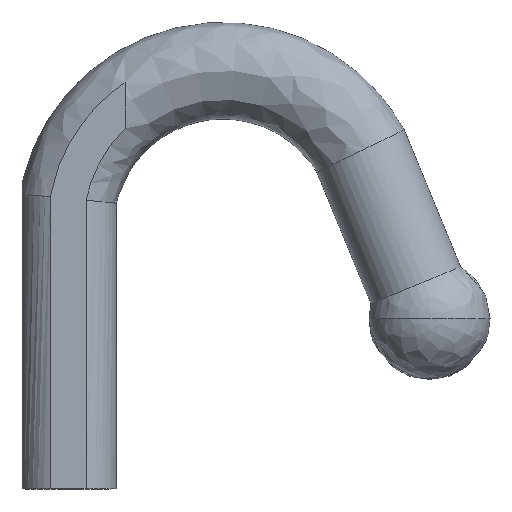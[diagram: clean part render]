
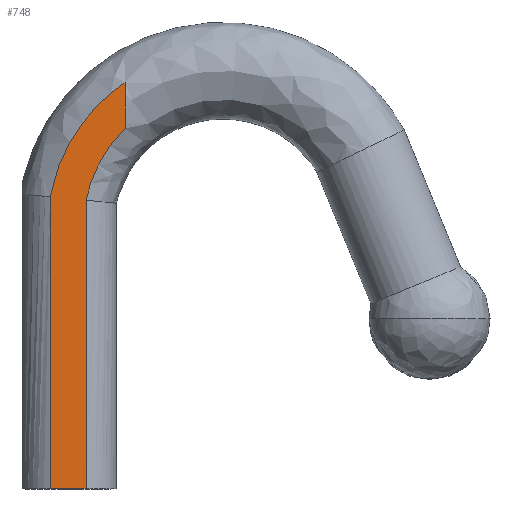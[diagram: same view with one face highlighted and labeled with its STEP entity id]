
A CAD part, top view. The second image highlights one B-rep face of the part: STEP entity #748.
In plain terms, the highlighted free-form (B-spline) face has degree [1, 1] with [2, 2] control points.
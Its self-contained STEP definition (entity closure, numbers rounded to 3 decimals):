
#1 = CARTESIAN_POINT ( 'NONE',  ( -3.147, 0.47, 4.644 ) ) ;
#10 = FACE_OUTER_BOUND ( 'NONE', #699, .T. ) ;
#55 = CARTESIAN_POINT ( 'NONE',  ( -3.147, 30.292, 4.644 ) ) ;
#56 = CARTESIAN_POINT ( 'NONE',  ( -3.147, 30.292, 4.644 ) ) ;
#103 = CARTESIAN_POINT ( 'NONE',  ( -6.014, 34.02, 4.644 ) ) ;
#106 = CARTESIAN_POINT ( 'NONE',  ( 0.881, 37.686, 4.644 ) ) ;
#129 = VERTEX_POINT ( 'NONE', #131 ) ;
#131 = CARTESIAN_POINT ( 'NONE',  ( 0.881, 37.686, 4.644 ) ) ;
#143 = VERTEX_POINT ( 'NONE', #209 ) ;
#154 = EDGE_CURVE ( 'NONE', #129, #552, #194, .T. ) ;
#156 = ORIENTED_EDGE ( 'NONE', *, *, #737, .T. ) ;
#192 = CARTESIAN_POINT ( 'NONE',  ( -2.455, 39.763, 4.644 ) ) ;
#194 =( BOUNDED_CURVE ( )  B_SPLINE_CURVE ( 3, ( #1011, #845, #295, #768, #762, #219, #55 ),
 .UNSPECIFIED., .F., .T. ) 
 B_SPLINE_CURVE_WITH_KNOTS ( ( 4, 1, 1, 1, 4 ),
 ( 0., 0.023, 0.105, 0.18, 0.247 ),
 .UNSPECIFIED. ) 
 CURVE ( )  GEOMETRIC_REPRESENTATION_ITEM ( )  RATIONAL_B_SPLINE_CURVE ( ( 0.518, 0.518, 0.518, 0.518, 0.518, 0.518, 0.518 ) ) 
 REPRESENTATION_ITEM ( '' )  );
#209 = CARTESIAN_POINT ( 'NONE',  ( -6.853, 0.47, 4.644 ) ) ;
#219 = CARTESIAN_POINT ( 'NONE',  ( -3.03, 30.9, 4.644 ) ) ;
#248 = CARTESIAN_POINT ( 'NONE',  ( -6.853, 0.47, 4.644 ) ) ;
#255 = CARTESIAN_POINT ( 'NONE',  ( -6.853, 0.47, 4.644 ) ) ;
#295 = CARTESIAN_POINT ( 'NONE',  ( -0.167, 36.607, 4.644 ) ) ;
#299 = B_SPLINE_CURVE_WITH_KNOTS ( 'NONE', 1,
 ( #581, #899 ),
 .UNSPECIFIED., .F., .F.,
 ( 2, 2 ),
 ( 0., 1. ),
 .UNSPECIFIED. ) ;
#318 = CARTESIAN_POINT ( 'NONE',  ( -6.853, 42.696, 4.644 ) ) ;
#319 = EDGE_CURVE ( 'NONE', #143, #558, #986, .T. ) ;
#331 = B_SPLINE_SURFACE_WITH_KNOTS ( 'NONE', 1, 1, ( 
 ( #399, #875 ),
 ( #255, #318 ) ),
 .UNSPECIFIED., .F., .F., .F.,
 ( 2, 2 ),
 ( 2, 2 ),
 ( 0., 1. ),
 ( 0., 1. ),
 .UNSPECIFIED. ) ;
#347 = VERTEX_POINT ( 'NONE', #559 ) ;
#372 = CARTESIAN_POINT ( 'NONE',  ( -6.853, 30.647, 4.644 ) ) ;
#399 = CARTESIAN_POINT ( 'NONE',  ( 0.881, 0.47, 4.644 ) ) ;
#417 = ORIENTED_EDGE ( 'NONE', *, *, #880, .T. ) ;
#427 = CARTESIAN_POINT ( 'NONE',  ( 0.881, 42.444, 4.644 ) ) ;
#443 = EDGE_CURVE ( 'NONE', #558, #736, #654, .T. ) ;
#462 = B_SPLINE_CURVE_WITH_KNOTS ( 'NONE', 1,
 ( #707, #1 ),
 .UNSPECIFIED., .F., .F.,
 ( 2, 2 ),
 ( 0., 1. ),
 .UNSPECIFIED. ) ;
#500 = ORIENTED_EDGE ( 'NONE', *, *, #443, .F. ) ;
#552 = VERTEX_POINT ( 'NONE', #56 ) ;
#558 = VERTEX_POINT ( 'NONE', #372 ) ;
#559 = CARTESIAN_POINT ( 'NONE',  ( -3.147, 0.47, 4.644 ) ) ;
#576 = CARTESIAN_POINT ( 'NONE',  ( 0.881, 42.444, 4.644 ) ) ;
#581 = CARTESIAN_POINT ( 'NONE',  ( -3.147, 0.47, 4.644 ) ) ;
#597 = CARTESIAN_POINT ( 'NONE',  ( -0.453, 41.527, 4.644 ) ) ;
#625 = ORIENTED_EDGE ( 'NONE', *, *, #154, .F. ) ;
#654 =( BOUNDED_CURVE ( )  B_SPLINE_CURVE ( 3, ( #822, #917, #103, #739, #192, #597, #837, #427 ),
 .UNSPECIFIED., .F., .T. ) 
 B_SPLINE_CURVE_WITH_KNOTS ( ( 4, 1, 1, 1, 1, 4 ),
 ( 0., 0.066, 0.141, 0.223, 0.312, 0.323 ),
 .UNSPECIFIED. ) 
 CURVE ( )  GEOMETRIC_REPRESENTATION_ITEM ( )  RATIONAL_B_SPLINE_CURVE ( ( 0.518, 0.518, 0.518, 0.518, 0.518, 0.518, 0.518, 0.518 ) ) 
 REPRESENTATION_ITEM ( '' )  );
#699 = EDGE_LOOP ( 'NONE', ( #717, #500, #898, #156, #417, #625 ) ) ;
#707 = CARTESIAN_POINT ( 'NONE',  ( -6.853, 0.47, 4.644 ) ) ;
#717 = ORIENTED_EDGE ( 'NONE', *, *, #900, .F. ) ;
#736 = VERTEX_POINT ( 'NONE', #576 ) ;
#737 = EDGE_CURVE ( 'NONE', #143, #347, #462, .T. ) ;
#739 = CARTESIAN_POINT ( 'NONE',  ( -4.63, 36.784, 4.644 ) ) ;
#748 = ADVANCED_FACE ( 'NONE', ( #10 ), #331, .F. ) ;
#762 = CARTESIAN_POINT ( 'NONE',  ( -2.561, 32.557, 4.644 ) ) ;
#768 = CARTESIAN_POINT ( 'NONE',  ( -1.432, 34.896, 4.644 ) ) ;
#803 = CARTESIAN_POINT ( 'NONE',  ( -6.853, 30.647, 4.644 ) ) ;
#822 = CARTESIAN_POINT ( 'NONE',  ( -6.853, 30.647, 4.644 ) ) ;
#837 = CARTESIAN_POINT ( 'NONE',  ( 0.748, 42.355, 4.644 ) ) ;
#845 = CARTESIAN_POINT ( 'NONE',  ( 0.688, 37.496, 4.644 ) ) ;
#875 = CARTESIAN_POINT ( 'NONE',  ( 0.881, 42.696, 4.644 ) ) ;
#880 = EDGE_CURVE ( 'NONE', #347, #552, #299, .T. ) ;
#898 = ORIENTED_EDGE ( 'NONE', *, *, #319, .F. ) ;
#899 = CARTESIAN_POINT ( 'NONE',  ( -3.147, 30.292, 4.644 ) ) ;
#900 = EDGE_CURVE ( 'NONE', #736, #129, #959, .T. ) ;
#904 = CARTESIAN_POINT ( 'NONE',  ( 0.881, 42.444, 4.644 ) ) ;
#917 = CARTESIAN_POINT ( 'NONE',  ( -6.678, 31.549, 4.644 ) ) ;
#959 = B_SPLINE_CURVE_WITH_KNOTS ( 'NONE', 1,
 ( #904, #106 ),
 .UNSPECIFIED., .F., .F.,
 ( 2, 2 ),
 ( 0., 1. ),
 .UNSPECIFIED. ) ;
#986 = B_SPLINE_CURVE_WITH_KNOTS ( 'NONE', 1,
 ( #248, #803 ),
 .UNSPECIFIED., .F., .F.,
 ( 2, 2 ),
 ( -1., 0. ),
 .UNSPECIFIED. ) ;
#1011 = CARTESIAN_POINT ( 'NONE',  ( 0.881, 37.686, 4.644 ) ) ;
